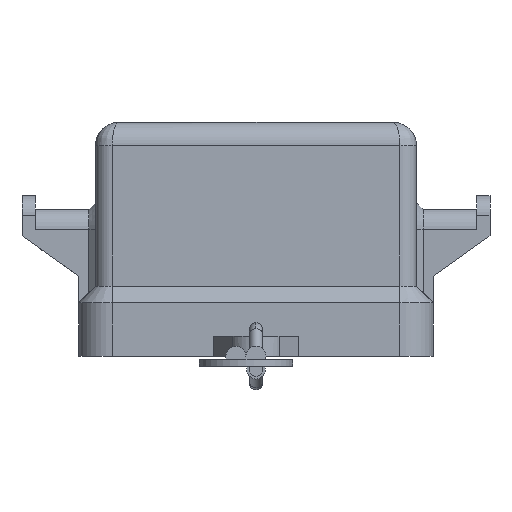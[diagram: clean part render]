
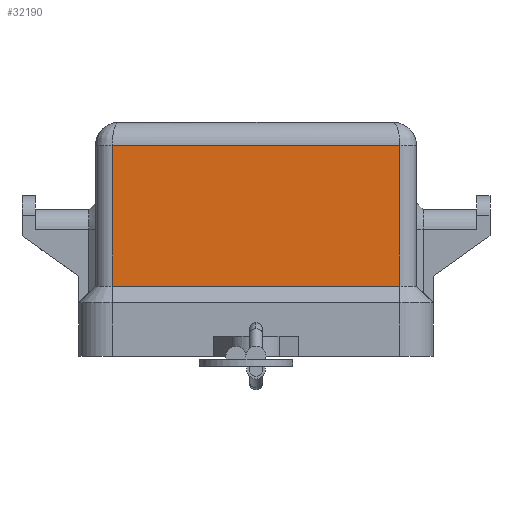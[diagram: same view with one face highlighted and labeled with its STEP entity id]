
A CAD part, left-side view. The second image highlights one B-rep face of the part: STEP entity #32190.
In plain terms, the highlighted planar face has unit normal (-1, 0, 0).
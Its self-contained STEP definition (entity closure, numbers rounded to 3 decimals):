
#26600=CARTESIAN_POINT('',(-12.,10.75,5.25));
#26610=VERTEX_POINT('',#26600);
#26800=CARTESIAN_POINT('',(-12.,10.75,5.25));
#26810=DIRECTION('',(0.,-1.,0.));
#26820=VECTOR('',#26810,1.);
#26830=LINE('',#26800,#26820);
#26840=CARTESIAN_POINT('',(-12.,-10.75,5.25));
#26850=VERTEX_POINT('',#26840);
#26860=EDGE_CURVE('',#26610,#26850,#26830,.T.);
#28640=CARTESIAN_POINT('',(-12.,-10.75,15.75));
#28650=DIRECTION('',(0.,0.,-1.));
#28660=VECTOR('',#28650,1.);
#28670=LINE('',#28640,#28660);
#28680=CARTESIAN_POINT('',(-12.,-10.75,15.75));
#28690=VERTEX_POINT('',#28680);
#28700=EDGE_CURVE('',#28690,#26850,#28670,.T.);
#30140=CARTESIAN_POINT('',(-12.,10.75,15.75));
#30150=DIRECTION('',(0.,-1.,0.));
#30160=VECTOR('',#30150,1.);
#30170=LINE('',#30140,#30160);
#30180=CARTESIAN_POINT('',(-12.,10.75,15.75));
#30190=VERTEX_POINT('',#30180);
#30200=EDGE_CURVE('',#30190,#28690,#30170,.T.);
#31910=CARTESIAN_POINT('',(-12.,10.75,5.25));
#31920=DIRECTION('',(0.,0.,1.));
#31930=VECTOR('',#31920,1.);
#31940=LINE('',#31910,#31930);
#31950=EDGE_CURVE('',#26610,#30190,#31940,.T.);
#32080=CARTESIAN_POINT('',(-12.,-10.75,0.));
#32090=DIRECTION('',(-1.,0.,0.));
#32100=DIRECTION('',(0.,0.,1.));
#32110=AXIS2_PLACEMENT_3D('',#32080,#32090,#32100);
#32120=PLANE('',#32110);
#32130=ORIENTED_EDGE('',*,*,#28700,.F.);
#32140=ORIENTED_EDGE('',*,*,#26860,.T.);
#32150=ORIENTED_EDGE('',*,*,#31950,.F.);
#32160=ORIENTED_EDGE('',*,*,#30200,.F.);
#32170=EDGE_LOOP('',(#32160,#32150,#32140,#32130));
#32180=FACE_OUTER_BOUND('',#32170,.T.);
#32190=ADVANCED_FACE('',(#32180),#32120,.T.);
